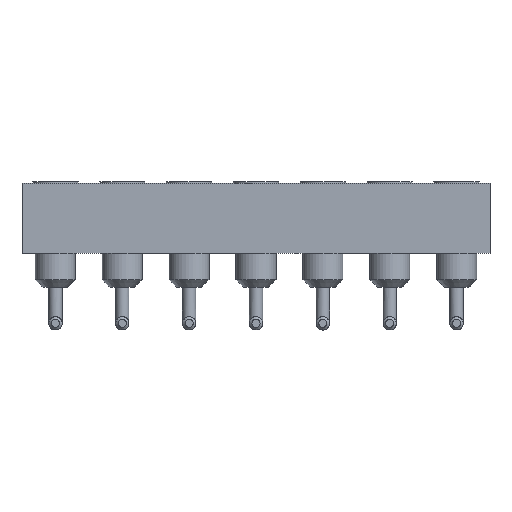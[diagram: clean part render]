
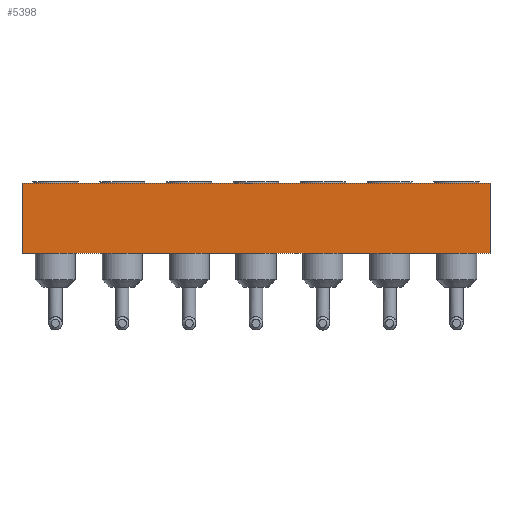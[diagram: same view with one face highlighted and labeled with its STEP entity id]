
A CAD part, left-side view. The second image highlights one B-rep face of the part: STEP entity #5398.
In plain terms, the highlighted planar face has unit normal (-1, 0, 0).
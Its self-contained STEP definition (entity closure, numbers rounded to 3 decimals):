
#1172=ORIENTED_EDGE('',*,*,#1840,.T.);
#1173=ORIENTED_EDGE('',*,*,#1843,.T.);
#1174=ORIENTED_EDGE('',*,*,#1839,.F.);
#1175=ORIENTED_EDGE('',*,*,#1844,.F.);
#1839=EDGE_CURVE('',#2251,#2250,#2398,.T.);
#1840=EDGE_CURVE('',#2252,#2253,#2399,.T.);
#1843=EDGE_CURVE('',#2253,#2250,#2402,.T.);
#1844=EDGE_CURVE('',#2252,#2251,#2403,.T.);
#2250=VERTEX_POINT('',#8232);
#2251=VERTEX_POINT('',#8234);
#2252=VERTEX_POINT('',#8238);
#2253=VERTEX_POINT('',#8239);
#2398=LINE('',#8235,#2516);
#2399=LINE('',#8237,#2517);
#2402=LINE('',#8243,#2520);
#2403=LINE('',#8245,#2521);
#2516=VECTOR('',#6888,1000.);
#2517=VECTOR('',#6891,1000.);
#2520=VECTOR('',#6896,1000.);
#2521=VECTOR('',#6899,1000.);
#2858=EDGE_LOOP('',(#1172,#1173,#1174,#1175));
#3277=FACE_BOUND('',#2858,.T.);
#3448=PLANE('',#5876);
#5398=ADVANCED_FACE('',(#3277),#3448,.F.);
#5876=AXIS2_PLACEMENT_3D('',#8246,#6900,#6901);
#6888=DIRECTION('',(0.,-1.,0.));
#6891=DIRECTION('',(0.,-1.,0.));
#6896=DIRECTION('',(0.,0.,1.));
#6899=DIRECTION('',(0.,0.,1.));
#6900=DIRECTION('',(1.,0.,0.));
#6901=DIRECTION('',(0.,-1.,0.));
#8232=CARTESIAN_POINT('',(-1.27,-16.51,3.967));
#8234=CARTESIAN_POINT('',(-1.27,1.27,3.967));
#8235=CARTESIAN_POINT('',(-1.27,1.27,3.967));
#8237=CARTESIAN_POINT('',(-1.27,1.27,1.3));
#8238=CARTESIAN_POINT('',(-1.27,1.27,1.3));
#8239=CARTESIAN_POINT('',(-1.27,-16.51,1.3));
#8243=CARTESIAN_POINT('',(-1.27,-16.51,1.3));
#8245=CARTESIAN_POINT('',(-1.27,1.27,1.3));
#8246=CARTESIAN_POINT('',(-1.27,1.27,1.3));
